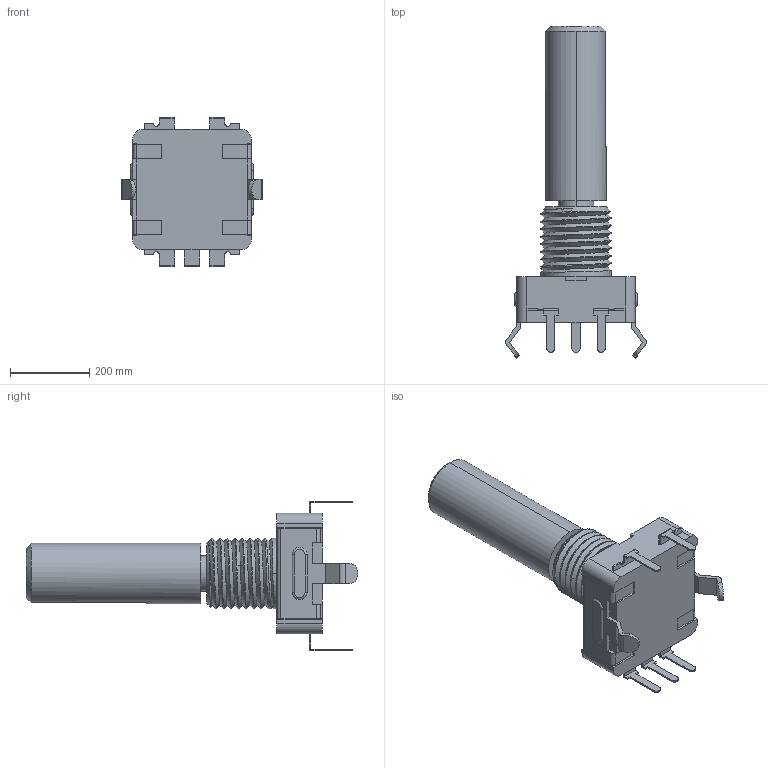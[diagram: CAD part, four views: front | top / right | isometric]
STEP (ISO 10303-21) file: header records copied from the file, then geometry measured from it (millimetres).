
FILE_DESCRIPTION((''),'2;1');
FILE_NAME('01-ED1112S-F25-STP','2016-07-14T',('Administrator'),(''),'PRO/ENGINEER BY PARAMETRIC TECHNOLOGY CORPORATION, 2011310','PRO/ENGINEER BY PARAMETRIC TECHNOLOGY CORPORATION, 2011310','');
FILE_SCHEMA(('CONFIG_CONTROL_DESIGN'));
Length unit declared in the file: inch
Products named in the file (1): 01-ED1112S-F25-STP
Bounding box: 355.6 x 839.98 x 378.46 mm (x, y, z)
Volume: 19876101.2 mm3; surface area: 836604.9 mm2
Topology: 1 solids, 2 shells, 211 faces, 561 edges, 365 vertices
Faces by surface type: plane 140, cylinder 56, bspline 8, torus 4, cone 3
Entity records: 8268 total; most frequent: CARTESIAN_POINT 3012, ORIENTED_EDGE 1122, DIRECTION 1015, EDGE_CURVE 561, VECTOR 417, LINE 417, VERTEX_POINT 365, AXIS2_PLACEMENT_3D 299
